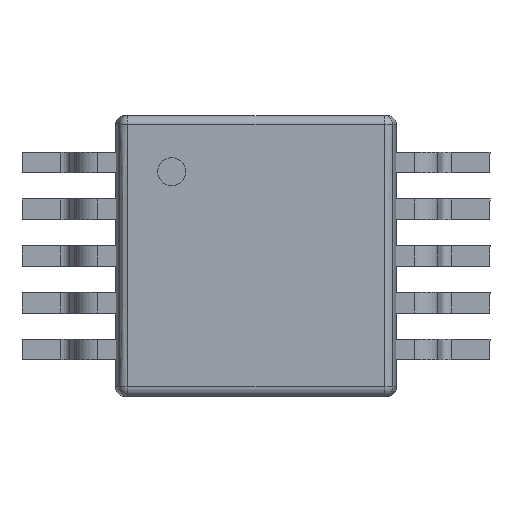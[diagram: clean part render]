
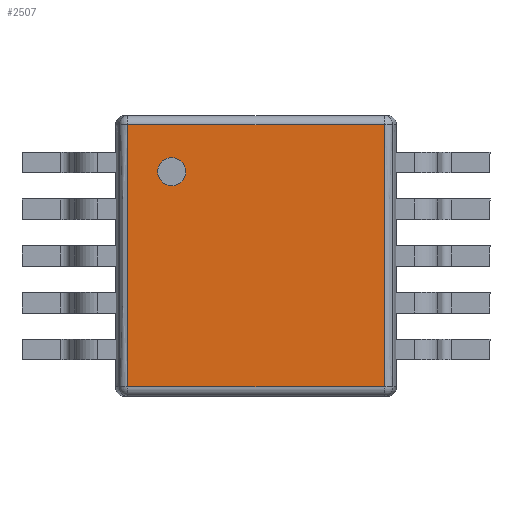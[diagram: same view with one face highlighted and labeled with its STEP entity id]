
A CAD part, top view. The second image highlights one B-rep face of the part: STEP entity #2507.
In plain terms, the highlighted planar face has unit normal (0, 0, 1).
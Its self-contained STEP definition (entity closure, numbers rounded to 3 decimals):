
#1732 = CARTESIAN_POINT ( 'NONE',  ( 0.132, -0.1, 0.95 ) ) ;
#2370 = VERTEX_POINT ( 'NONE', #1732 ) ;
#2372 = ORIENTED_EDGE ( 'NONE', *, *, #2424, .T. ) ;
#2373 = EDGE_LOOP ( 'NONE', ( #2374, #2375 ) ) ;
#2374 = ORIENTED_EDGE ( 'NONE', *, *, #2643, .T. ) ;
#2375 = ORIENTED_EDGE ( 'NONE', *, *, #2530, .T. ) ;
#2424 = EDGE_CURVE ( 'NONE', #2370, #2650, #8593, .T. ) ;
#2501 = VERTEX_POINT ( 'NONE', #7893 ) ;
#2507 = ADVANCED_FACE ( 'NONE', ( #7861, #7859 ), #8260, .T. ) ;
#2508 = EDGE_LOOP ( 'NONE', ( #2509, #2511, #2514, #2372 ) ) ;
#2509 = ORIENTED_EDGE ( 'NONE', *, *, #2510, .F. ) ;
#2510 = EDGE_CURVE ( 'NONE', #2501, #2650, #8261, .T. ) ;
#2511 = ORIENTED_EDGE ( 'NONE', *, *, #2512, .F. ) ;
#2512 = EDGE_CURVE ( 'NONE', #2513, #2501, #8247, .T. ) ;
#2513 = VERTEX_POINT ( 'NONE', #8241 ) ;
#2514 = ORIENTED_EDGE ( 'NONE', *, *, #2515, .F. ) ;
#2515 = EDGE_CURVE ( 'NONE', #2370, #2513, #8235, .T. ) ;
#2530 = EDGE_CURVE ( 'NONE', #2531, #2532, #8116, .T. ) ;
#2531 = VERTEX_POINT ( 'NONE', #8095 ) ;
#2532 = VERTEX_POINT ( 'NONE', #8093 ) ;
#2643 = EDGE_CURVE ( 'NONE', #2532, #2531, #6893, .T. ) ;
#2650 = VERTEX_POINT ( 'NONE', #7000 ) ;
#6884 = DIRECTION ( 'NONE',  ( -1., 0., 0. ) ) ;
#6885 = DIRECTION ( 'NONE',  ( 0., 0., -1. ) ) ;
#6886 = CARTESIAN_POINT ( 'NONE',  ( 0.6, -0.6, 0.95 ) ) ;
#6887 = AXIS2_PLACEMENT_3D ( 'NONE', #6886, #6885, #6884 ) ;
#6893 = CIRCLE ( 'NONE', #6887, 0.15 ) ;
#7000 = CARTESIAN_POINT ( 'NONE',  ( 0.132, -2.9, 0.95 ) ) ;
#7859 = FACE_BOUND ( 'NONE', #2373, .T. ) ;
#7861 = FACE_OUTER_BOUND ( 'NONE', #2508, .T. ) ;
#7893 = CARTESIAN_POINT ( 'NONE',  ( 2.868, -2.9, 0.95 ) ) ;
#8093 = CARTESIAN_POINT ( 'NONE',  ( 0.45, -0.6, 0.95 ) ) ;
#8095 = CARTESIAN_POINT ( 'NONE',  ( 0.75, -0.6, 0.95 ) ) ;
#8096 = DIRECTION ( 'NONE',  ( -1., 0., 0. ) ) ;
#8098 = DIRECTION ( 'NONE',  ( 0., 0., -1. ) ) ;
#8099 = CARTESIAN_POINT ( 'NONE',  ( 0.6, -0.6, 0.95 ) ) ;
#8101 = AXIS2_PLACEMENT_3D ( 'NONE', #8099, #8098, #8096 ) ;
#8116 = CIRCLE ( 'NONE', #8101, 0.15 ) ;
#8229 = DIRECTION ( 'NONE',  ( 1., 0., 0. ) ) ;
#8231 = VECTOR ( 'NONE', #8229, 1000. ) ;
#8233 = CARTESIAN_POINT ( 'NONE',  ( 1.5, -0.1, 0.95 ) ) ;
#8235 = LINE ( 'NONE', #8233, #8231 ) ;
#8241 = CARTESIAN_POINT ( 'NONE',  ( 2.868, -0.1, 0.95 ) ) ;
#8242 = DIRECTION ( 'NONE',  ( 0., -1., 0. ) ) ;
#8243 = VECTOR ( 'NONE', #8242, 1000. ) ;
#8244 = CARTESIAN_POINT ( 'NONE',  ( 2.868, -1.304, 0.95 ) ) ;
#8247 = LINE ( 'NONE', #8244, #8243 ) ;
#8250 = DIRECTION ( 'NONE',  ( -1., 0., 0. ) ) ;
#8251 = VECTOR ( 'NONE', #8250, 1000. ) ;
#8253 = CARTESIAN_POINT ( 'NONE',  ( 1.5, -2.9, 0.95 ) ) ;
#8255 = DIRECTION ( 'NONE',  ( 1., 0., 0. ) ) ;
#8256 = DIRECTION ( 'NONE',  ( 0., 0., 1. ) ) ;
#8257 = CARTESIAN_POINT ( 'NONE',  ( 1.5, -1.5, 0.95 ) ) ;
#8258 = AXIS2_PLACEMENT_3D ( 'NONE', #8257, #8256, #8255 ) ;
#8260 = PLANE ( 'NONE',  #8258 ) ;
#8261 = LINE ( 'NONE', #8253, #8251 ) ;
#8428 = DIRECTION ( 'NONE',  ( 0., -1., 0. ) ) ;
#8429 = VECTOR ( 'NONE', #8428, 1000. ) ;
#8430 = CARTESIAN_POINT ( 'NONE',  ( 0.132, -1.5, 0.95 ) ) ;
#8593 = LINE ( 'NONE', #8430, #8429 ) ;
